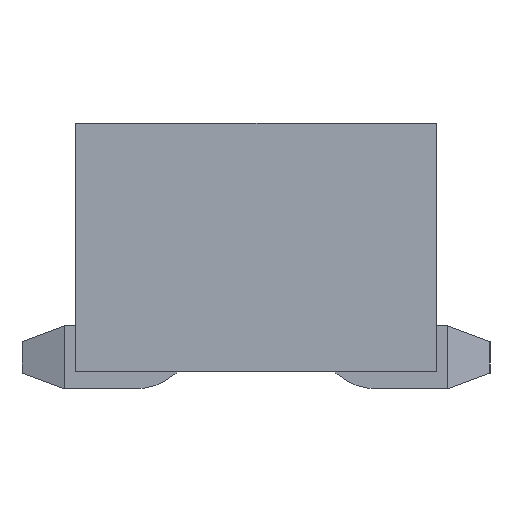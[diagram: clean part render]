
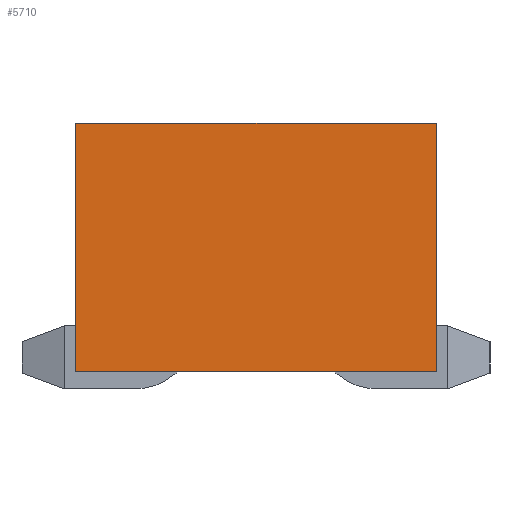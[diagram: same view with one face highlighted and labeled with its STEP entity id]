
A CAD part, left-side view. The second image highlights one B-rep face of the part: STEP entity #5710.
In plain terms, the highlighted planar face has unit normal (-1, 0, 0).
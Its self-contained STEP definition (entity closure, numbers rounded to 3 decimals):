
#264=FACE_OUTER_BOUND('',#638,.T.);
#638=EDGE_LOOP('',(#4319,#4320,#4321,#4322));
#847=LINE('',#7848,#1611);
#1171=LINE('',#8497,#1935);
#1175=LINE('',#8504,#1939);
#1177=LINE('',#8507,#1941);
#1611=VECTOR('',#6331,10.);
#1935=VECTOR('',#6913,10.);
#1939=VECTOR('',#6919,10.);
#1941=VECTOR('',#6923,10.);
#2375=VERTEX_POINT('',#7846);
#2376=VERTEX_POINT('',#7847);
#2571=VERTEX_POINT('',#8495);
#2572=VERTEX_POINT('',#8496);
#2863=EDGE_CURVE('',#2375,#2376,#847,.T.);
#3187=EDGE_CURVE('',#2571,#2572,#1171,.T.);
#3191=EDGE_CURVE('',#2572,#2376,#1175,.T.);
#3193=EDGE_CURVE('',#2375,#2571,#1177,.T.);
#4319=ORIENTED_EDGE('',*,*,#3193,.T.);
#4320=ORIENTED_EDGE('',*,*,#3187,.T.);
#4321=ORIENTED_EDGE('',*,*,#3191,.T.);
#4322=ORIENTED_EDGE('',*,*,#2863,.F.);
#5384=PLANE('',#6083);
#5710=ADVANCED_FACE('',(#264),#5384,.F.);
#6083=AXIS2_PLACEMENT_3D('',#8510,#6927,#6928);
#6331=DIRECTION('',(0.,1.,0.));
#6913=DIRECTION('',(0.,1.,0.));
#6919=DIRECTION('',(0.,0.,-1.));
#6923=DIRECTION('',(0.,0.,1.));
#6927=DIRECTION('center_axis',(1.,0.,0.));
#6928=DIRECTION('ref_axis',(0.,0.,-1.));
#7846=CARTESIAN_POINT('',(-1.27,-3.81,0.25));
#7847=CARTESIAN_POINT('',(-1.27,1.27,0.25));
#7848=CARTESIAN_POINT('',(-1.27,1.27,0.25));
#8495=CARTESIAN_POINT('',(-1.27,-3.81,3.75));
#8496=CARTESIAN_POINT('',(-1.27,1.27,3.75));
#8497=CARTESIAN_POINT('',(-1.27,-3.81,3.75));
#8504=CARTESIAN_POINT('',(-1.27,1.27,1.78));
#8507=CARTESIAN_POINT('',(-1.27,-3.81,1.78));
#8510=CARTESIAN_POINT('Origin',(-1.27,-1.27,2.765));
